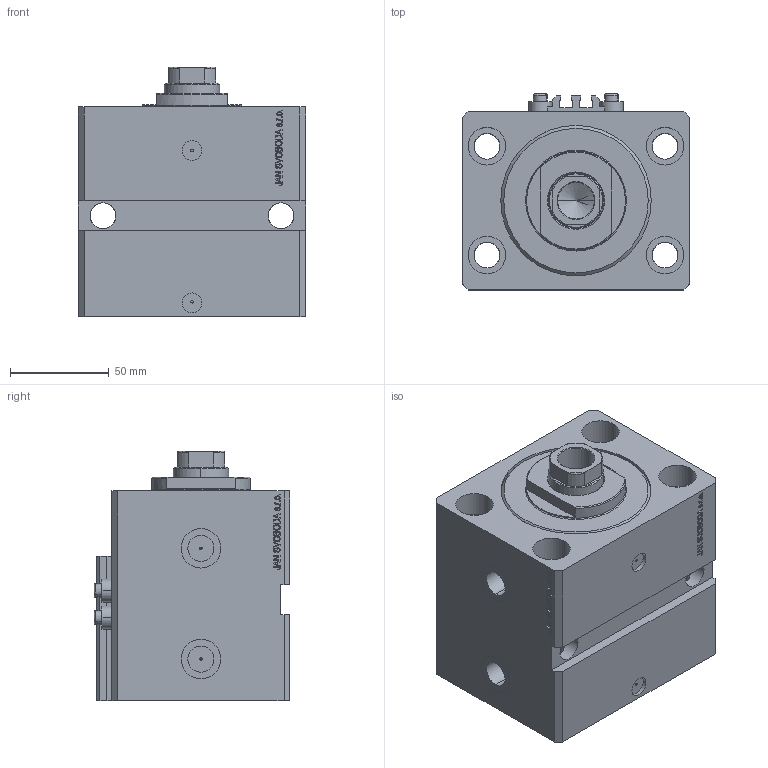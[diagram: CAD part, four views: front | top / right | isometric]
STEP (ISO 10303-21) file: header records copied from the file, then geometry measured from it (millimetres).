
FILE_DESCRIPTION (( 'STEP AP203' ), '1' );
FILE_NAME ('b12c.STEP', '2023-10-19T13:06:25', ( '' ), ( '' ), 'SwSTEP 2.0', 'SolidWorks 2019', '' );
FILE_SCHEMA (( 'CONFIG_CONTROL_DESIGN' ));
Length unit declared in the file: millimetre
Products named in the file (5): V250CE_E_Body a46ba29b93c55f3453702a39829009f4; b12c; V250CE_VC_E a46ba29b93c55f3453702a39829009f4; ALLEN BOLT V250CE a46ba29b93c55f3453702a39829009f4; V250CE_C_VCP a46ba29b93c55f3453702a39829009f4
Assembly tree (7 placements, depth 2):
  b12c
    V250CE_E_Body a46ba29b93c55f3453702a39829009f4
    ALLEN BOLT V250CE a46ba29b93c55f3453702a39829009f4  x4
    V250CE_C_VCP a46ba29b93c55f3453702a39829009f4
    V250CE_VC_E a46ba29b93c55f3453702a39829009f4
Bounding box: 115 x 99 x 126 mm (x, y, z)
Volume: 958363.2 mm3; surface area: 156086 mm2
Topology: 8 solids, 8 shells, 1123 faces, 2816 edges, 1831 vertices
Faces by surface type: plane 547, bspline 368, cylinder 138, cone 56, torus 14
Entity records: 49206 total; most frequent: CARTESIAN_POINT 25707, ORIENTED_EDGE 5322, DIRECTION 3495, EDGE_CURVE 2661, VERTEX_POINT 1747, LINE 1625, VECTOR 1625, EDGE_LOOP 1192
